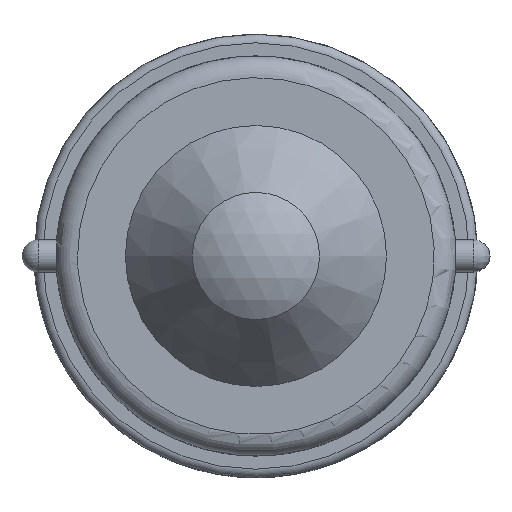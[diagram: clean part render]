
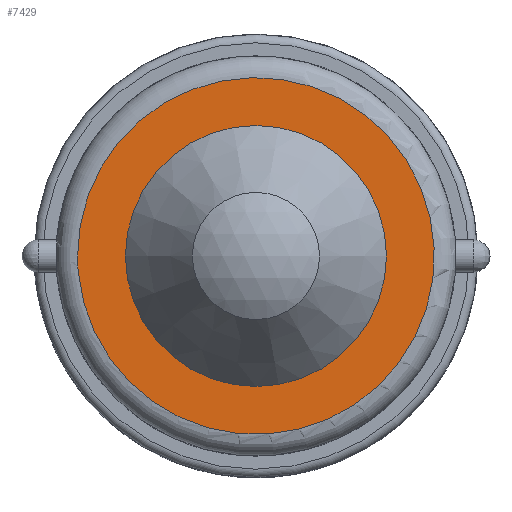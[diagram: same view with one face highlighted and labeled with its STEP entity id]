
A CAD part, left-side view. The second image highlights one B-rep face of the part: STEP entity #7429.
In plain terms, the highlighted planar face has unit normal (-1, 0, 0).
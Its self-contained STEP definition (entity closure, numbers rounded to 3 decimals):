
#7398=CARTESIAN_POINT('',(-11.706,7.213,0.0));
#7399=VERTEX_POINT('',#7398);
#7400=CARTESIAN_POINT('',(-11.706,3.113,0.0));
#7401=DIRECTION('',(1.0,0.0,0.0));
#7402=DIRECTION('',(0.0,-1.0,0.0));
#7403=AXIS2_PLACEMENT_3D('',#7400,#7401,#7402);
#7404=CIRCLE('',#7403,4.1);
#7405=EDGE_CURVE('',#7399,#7399,#7404,.T.);
#7410=CARTESIAN_POINT('',(-11.706,6.913,0.0));
#7411=DIRECTION('',(-1.0,0.0,0.0));
#7412=DIRECTION('',(0.0,0.0,1.0));
#7413=AXIS2_PLACEMENT_3D('',#7410,#7411,#7412);
#7414=PLANE('',#7413);
#7415=ORIENTED_EDGE('',*,*,#7405,.F.);
#7416=EDGE_LOOP('',(#7415));
#7417=FACE_OUTER_BOUND('',#7416,.T.);
#7418=CARTESIAN_POINT('',(-11.706,6.113,0.0));
#7419=VERTEX_POINT('',#7418);
#7420=CARTESIAN_POINT('',(-11.706,3.113,0.0));
#7421=DIRECTION('',(1.0,0.0,0.0));
#7422=DIRECTION('',(0.0,1.0,0.0));
#7423=AXIS2_PLACEMENT_3D('',#7420,#7421,#7422);
#7424=CIRCLE('',#7423,3.);
#7425=EDGE_CURVE('',#7419,#7419,#7424,.T.);
#7426=ORIENTED_EDGE('',*,*,#7425,.T.);
#7427=EDGE_LOOP('',(#7426));
#7428=FACE_BOUND('',#7427,.T.);
#7429=ADVANCED_FACE('',(#7417,#7428),#7414,.T.);
